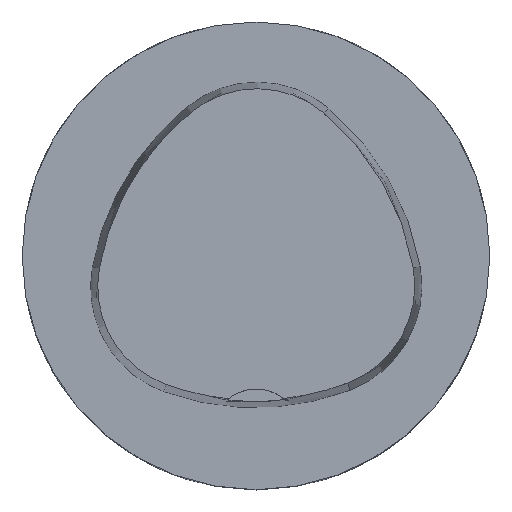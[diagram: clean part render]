
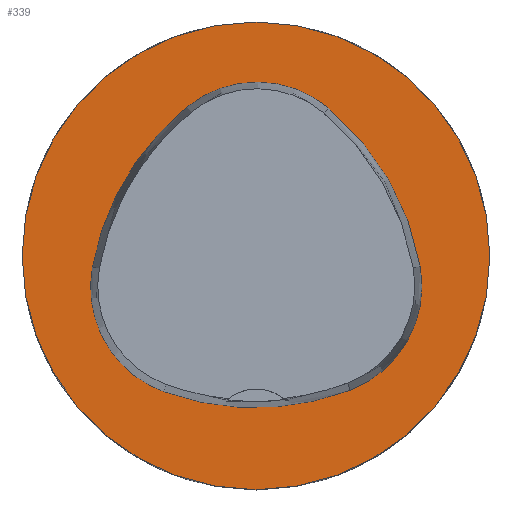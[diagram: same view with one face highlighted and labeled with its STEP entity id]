
A CAD part, top view. The second image highlights one B-rep face of the part: STEP entity #339.
In plain terms, the highlighted planar face has unit normal (0, 0, 1).
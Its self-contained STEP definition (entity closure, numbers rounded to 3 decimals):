
#131=FACE_BOUND('',#622,.T.);
#132=FACE_BOUND('',#623,.T.);
#239=CIRCLE('',#2300,31.5);
#240=CIRCLE('',#2306,36.);
#242=CIRCLE('',#2309,15.);
#244=CIRCLE('',#2312,36.);
#246=CIRCLE('',#2315,15.);
#250=CIRCLE('',#2320,36.);
#252=CIRCLE('',#2323,15.);
#339=ADVANCED_FACE('',(#131,#132),#409,.T.);
#409=PLANE('',#2328);
#622=EDGE_LOOP('',(#1178,#1179,#1180,#1181,#1182,#1183));
#623=EDGE_LOOP('',(#1184));
#1178=ORIENTED_EDGE('',*,*,#1745,.T.);
#1179=ORIENTED_EDGE('',*,*,#1725,.T.);
#1180=ORIENTED_EDGE('',*,*,#1729,.T.);
#1181=ORIENTED_EDGE('',*,*,#1732,.T.);
#1182=ORIENTED_EDGE('',*,*,#1735,.T.);
#1183=ORIENTED_EDGE('',*,*,#1743,.T.);
#1184=ORIENTED_EDGE('',*,*,#1716,.F.);
#1447=VERTEX_POINT('',#4380);
#1456=VERTEX_POINT('',#4399);
#1457=VERTEX_POINT('',#4400);
#1460=VERTEX_POINT('',#4408);
#1462=VERTEX_POINT('',#4414);
#1464=VERTEX_POINT('',#4420);
#1471=VERTEX_POINT('',#4441);
#1716=EDGE_CURVE('',#1447,#1447,#239,.T.);
#1725=EDGE_CURVE('',#1456,#1457,#240,.T.);
#1729=EDGE_CURVE('',#1457,#1460,#242,.T.);
#1732=EDGE_CURVE('',#1460,#1462,#244,.T.);
#1735=EDGE_CURVE('',#1462,#1464,#246,.T.);
#1743=EDGE_CURVE('',#1464,#1471,#250,.T.);
#1745=EDGE_CURVE('',#1471,#1456,#252,.T.);
#2300=AXIS2_PLACEMENT_3D('',#4379,#2792,#2793);
#2306=AXIS2_PLACEMENT_3D('',#4398,#2808,#2809);
#2309=AXIS2_PLACEMENT_3D('',#4407,#2816,#2817);
#2312=AXIS2_PLACEMENT_3D('',#4413,#2823,#2824);
#2315=AXIS2_PLACEMENT_3D('',#4419,#2830,#2831);
#2320=AXIS2_PLACEMENT_3D('',#4442,#2842,#2843);
#2323=AXIS2_PLACEMENT_3D('',#4445,#2848,#2849);
#2328=AXIS2_PLACEMENT_3D('',#4450,#2858,#2859);
#2792=DIRECTION('',(0.,0.,-1.));
#2793=DIRECTION('',(-1.,0.,0.));
#2808=DIRECTION('',(0.,0.,-1.));
#2809=DIRECTION('',(-1.,0.,0.));
#2816=DIRECTION('',(0.,0.,-1.));
#2817=DIRECTION('',(-1.,0.,0.));
#2823=DIRECTION('',(0.,0.,-1.));
#2824=DIRECTION('',(-1.,0.,0.));
#2830=DIRECTION('',(0.,0.,-1.));
#2831=DIRECTION('',(-1.,0.,0.));
#2842=DIRECTION('',(0.,0.,-1.));
#2843=DIRECTION('',(-1.,0.,0.));
#2848=DIRECTION('',(0.,0.,-1.));
#2849=DIRECTION('',(-1.,0.,0.));
#2858=DIRECTION('',(0.,0.,1.));
#2859=DIRECTION('',(1.,0.,0.));
#4379=CARTESIAN_POINT('',(0.,0.,0.));
#4380=CARTESIAN_POINT('',(-31.5,0.,0.));
#4398=CARTESIAN_POINT('',(13.398,-7.893,0.));
#4399=CARTESIAN_POINT('',(-22.041,-1.562,0.));
#4400=CARTESIAN_POINT('',(-9.317,20.036,0.));
#4407=CARTESIAN_POINT('',(0.148,8.399,0.));
#4408=CARTESIAN_POINT('',(9.779,19.898,0.));
#4413=CARTESIAN_POINT('',(-13.337,-7.7,0.));
#4414=CARTESIAN_POINT('',(22.122,-1.48,0.));
#4419=CARTESIAN_POINT('',(7.347,-4.071,0.));
#4420=CARTESIAN_POINT('',(12.693,-18.087,0.));
#4441=CARTESIAN_POINT('',(-12.373,-18.307,0.));
#4442=CARTESIAN_POINT('',(-0.137,15.55,0.));
#4445=CARTESIAN_POINT('',(-7.275,-4.2,0.));
#4450=CARTESIAN_POINT('',(0.,0.,0.));
